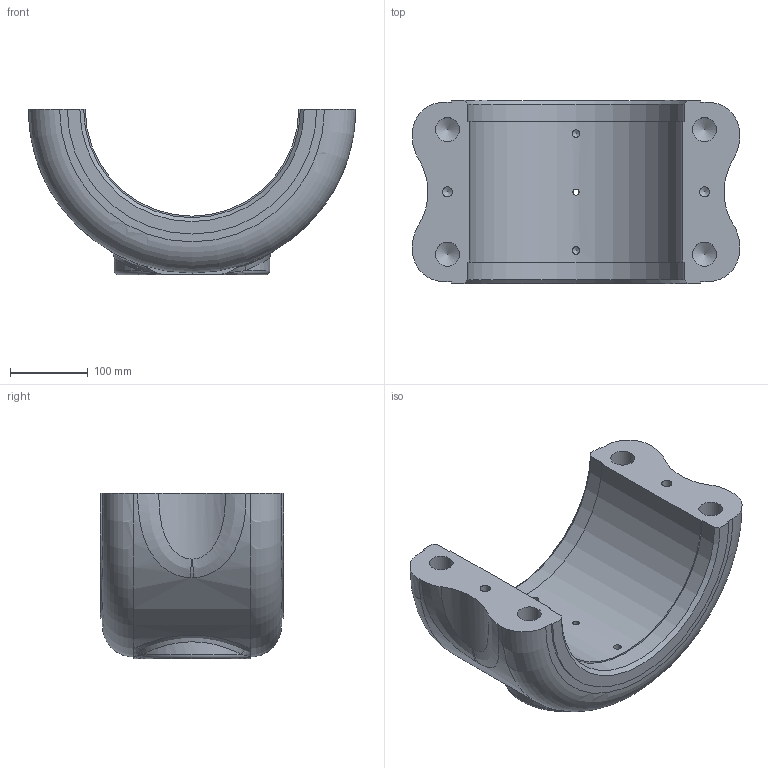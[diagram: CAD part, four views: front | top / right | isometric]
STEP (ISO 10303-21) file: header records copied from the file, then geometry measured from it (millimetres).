
FILE_DESCRIPTION (( 'STEP AP203' ), '1' );
FILE_NAME ('452B02S01-½Ä±ì»\.STEP', '2023-09-28T06:05:01', ( '' ), ( '' ), 'SwSTEP 2.0', 'SolidWorks 2018', '' );
FILE_SCHEMA (( 'CONFIG_CONTROL_DESIGN' ));
Length unit declared in the file: millimetre
Products named in the file (1): 452B02S01-衝桿蓋
Bounding box: 420 x 235 x 212 mm (x, y, z)
Volume: 8460428.1 mm3; surface area: 385310.1 mm2
Topology: 1 solids, 1 shells, 69 faces, 174 edges, 110 vertices
Faces by surface type: cylinder 24, cone 15, plane 14, bspline 12, torus 4
Full cylindrical faces by diameter (mm): 7.9 x1, 8.5 x2, 9.8 x2, 13 x4, 31 x4
Entity records: 3744 total; most frequent: CARTESIAN_POINT 2271, DIRECTION 274, ORIENTED_EDGE 274, EDGE_CURVE 137, AXIS2_PLACEMENT_3D 121, EDGE_LOOP 98, VERTEX_POINT 97, FACE_OUTER_BOUND 82
